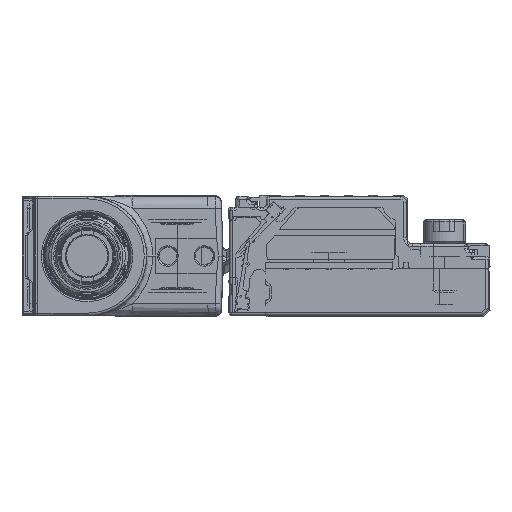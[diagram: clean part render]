
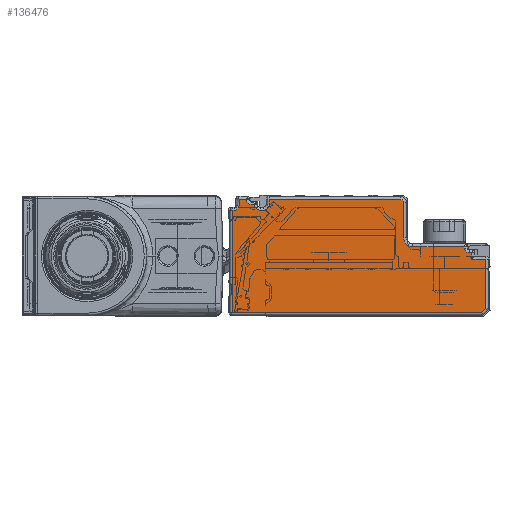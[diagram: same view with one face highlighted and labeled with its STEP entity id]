
A CAD part, left-side view. The second image highlights one B-rep face of the part: STEP entity #136476.
In plain terms, the highlighted planar face has unit normal (-1, 0, 0).
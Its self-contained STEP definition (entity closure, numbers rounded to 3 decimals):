
#136194=AXIS2_PLACEMENT_3D('Circle Axis2P3D',#136192,#136193,$) ;
#136333=AXIS2_PLACEMENT_3D('Plane Axis2P3D',#136330,#136331,#136332) ;
#136356=AXIS2_PLACEMENT_3D('Circle Axis2P3D',#136354,#136355,$) ;
#136370=AXIS2_PLACEMENT_3D('Circle Axis2P3D',#136368,#136369,$) ;
#136391=AXIS2_PLACEMENT_3D('Circle Axis2P3D',#136389,#136390,$) ;
#136405=AXIS2_PLACEMENT_3D('Circle Axis2P3D',#136403,#136404,$) ;
#136419=AXIS2_PLACEMENT_3D('Circle Axis2P3D',#136417,#136418,$) ;
#136440=AXIS2_PLACEMENT_3D('Circle Axis2P3D',#136438,#136439,$) ;
#133239=CARTESIAN_POINT('Vertex',(-1378.,42.3,-7.3)) ;
#133242=CARTESIAN_POINT('Line Origine',(-1378.,42.3,2.)) ;
#133246=CARTESIAN_POINT('Vertex',(-1378.,42.3,9.5)) ;
#133570=CARTESIAN_POINT('Vertex',(-1378.,1.407,-7.3)) ;
#133573=CARTESIAN_POINT('Line Origine',(-1378.,23.168,-7.3)) ;
#133610=CARTESIAN_POINT('Vertex',(-1378.,0.7,-6.593)) ;
#133613=CARTESIAN_POINT('Line Origine',(-1378.,-1.246,-4.646)) ;
#133650=CARTESIAN_POINT('Vertex',(-1378.,0.7,1.5)) ;
#133653=CARTESIAN_POINT('Line Origine',(-1378.,0.7,2.)) ;
#136109=CARTESIAN_POINT('Vertex',(-1378.,3.,2.5)) ;
#136165=CARTESIAN_POINT('Vertex',(-1378.,3.4,2.5)) ;
#136168=CARTESIAN_POINT('Line Origine',(-1378.,21.5,2.5)) ;
#136189=CARTESIAN_POINT('Vertex',(-1378.,4.2,3.3)) ;
#136192=CARTESIAN_POINT('Axis2P3D Location',(-1378.,3.4,3.3)) ;
#136315=CARTESIAN_POINT('Vertex',(-1378.,3.,1.5)) ;
#136318=CARTESIAN_POINT('Line Origine',(-1378.,21.5,1.5)) ;
#136330=CARTESIAN_POINT('Axis2P3D Location',(-1378.,0.2,-7.8)) ;
#136335=CARTESIAN_POINT('Line Origine',(-1378.,3.,2.)) ;
#136340=CARTESIAN_POINT('Line Origine',(-1378.,4.2,3.4)) ;
#136344=CARTESIAN_POINT('Vertex',(-1378.,4.2,3.5)) ;
#136347=CARTESIAN_POINT('Line Origine',(-1378.,8.45,3.5)) ;
#136351=CARTESIAN_POINT('Vertex',(-1378.,12.7,3.5)) ;
#136354=CARTESIAN_POINT('Axis2P3D Location',(-1378.,12.7,5.)) ;
#136358=CARTESIAN_POINT('Vertex',(-1378.,14.2,5.)) ;
#136361=CARTESIAN_POINT('Line Origine',(-1378.,14.2,7.9)) ;
#136365=CARTESIAN_POINT('Vertex',(-1378.,14.2,10.8)) ;
#136368=CARTESIAN_POINT('Axis2P3D Location',(-1378.,14.7,10.8)) ;
#136372=CARTESIAN_POINT('Vertex',(-1378.,14.7,11.3)) ;
#136375=CARTESIAN_POINT('Line Origine',(-1378.,25.5,11.3)) ;
#136379=CARTESIAN_POINT('Vertex',(-1378.,36.3,11.3)) ;
#136382=CARTESIAN_POINT('Line Origine',(-1378.,36.3,10.9)) ;
#136386=CARTESIAN_POINT('Vertex',(-1378.,36.3,10.5)) ;
#136389=CARTESIAN_POINT('Axis2P3D Location',(-1378.,37.3,10.5)) ;
#136393=CARTESIAN_POINT('Vertex',(-1378.,37.3,9.5)) ;
#136396=CARTESIAN_POINT('Line Origine',(-1378.,37.55,9.5)) ;
#136400=CARTESIAN_POINT('Vertex',(-1378.,37.8,9.5)) ;
#136403=CARTESIAN_POINT('Axis2P3D Location',(-1378.,37.8,10.5)) ;
#136407=CARTESIAN_POINT('Vertex',(-1378.,38.8,10.5)) ;
#136410=CARTESIAN_POINT('Line Origine',(-1378.,39.05,10.5)) ;
#136414=CARTESIAN_POINT('Vertex',(-1378.,39.3,10.5)) ;
#136417=CARTESIAN_POINT('Axis2P3D Location',(-1378.,39.3,11.3)) ;
#136421=CARTESIAN_POINT('Vertex',(-1378.,40.1,11.3)) ;
#136424=CARTESIAN_POINT('Line Origine',(-1378.,40.7,11.3)) ;
#136428=CARTESIAN_POINT('Vertex',(-1378.,41.3,11.3)) ;
#136431=CARTESIAN_POINT('Line Origine',(-1378.,41.3,10.8)) ;
#136435=CARTESIAN_POINT('Vertex',(-1378.,41.3,10.3)) ;
#136438=CARTESIAN_POINT('Axis2P3D Location',(-1378.,42.1,10.3)) ;
#136442=CARTESIAN_POINT('Vertex',(-1378.,42.1,9.5)) ;
#136445=CARTESIAN_POINT('Line Origine',(-1378.,42.2,9.5)) ;
#133243=DIRECTION('Vector Direction',(0.,0.,1.)) ;
#133574=DIRECTION('Vector Direction',(0.,1.,0.)) ;
#133614=DIRECTION('Vector Direction',(0.,0.707,-0.707)) ;
#133654=DIRECTION('Vector Direction',(0.,0.,-1.)) ;
#136169=DIRECTION('Vector Direction',(0.,-1.,0.)) ;
#136193=DIRECTION('Axis2P3D Direction',(1.,0.,0.)) ;
#136319=DIRECTION('Vector Direction',(0.,-1.,0.)) ;
#136331=DIRECTION('Axis2P3D Direction',(-1.,0.,0.)) ;
#136332=DIRECTION('Axis2P3D XDirection',(0.,0.,1.)) ;
#136336=DIRECTION('Vector Direction',(0.,0.,1.)) ;
#136341=DIRECTION('Vector Direction',(0.,0.,-1.)) ;
#136348=DIRECTION('Vector Direction',(0.,1.,0.)) ;
#136355=DIRECTION('Axis2P3D Direction',(-1.,0.,0.)) ;
#136362=DIRECTION('Vector Direction',(0.,0.,1.)) ;
#136369=DIRECTION('Axis2P3D Direction',(-1.,0.,0.)) ;
#136376=DIRECTION('Vector Direction',(0.,1.,0.)) ;
#136383=DIRECTION('Vector Direction',(0.,0.,-1.)) ;
#136390=DIRECTION('Axis2P3D Direction',(-1.,0.,0.)) ;
#136397=DIRECTION('Vector Direction',(0.,1.,0.)) ;
#136404=DIRECTION('Axis2P3D Direction',(-1.,0.,0.)) ;
#136411=DIRECTION('Vector Direction',(0.,-1.,0.)) ;
#136418=DIRECTION('Axis2P3D Direction',(-1.,0.,0.)) ;
#136425=DIRECTION('Vector Direction',(0.,1.,0.)) ;
#136432=DIRECTION('Vector Direction',(0.,0.,-1.)) ;
#136439=DIRECTION('Axis2P3D Direction',(-1.,0.,0.)) ;
#136446=DIRECTION('Vector Direction',(0.,1.,0.)) ;
#133244=VECTOR('Line Direction',#133243,1.) ;
#133575=VECTOR('Line Direction',#133574,1.) ;
#133615=VECTOR('Line Direction',#133614,1.) ;
#133655=VECTOR('Line Direction',#133654,1.) ;
#136170=VECTOR('Line Direction',#136169,1.) ;
#136320=VECTOR('Line Direction',#136319,1.) ;
#136337=VECTOR('Line Direction',#136336,1.) ;
#136342=VECTOR('Line Direction',#136341,1.) ;
#136349=VECTOR('Line Direction',#136348,1.) ;
#136363=VECTOR('Line Direction',#136362,1.) ;
#136377=VECTOR('Line Direction',#136376,1.) ;
#136384=VECTOR('Line Direction',#136383,1.) ;
#136398=VECTOR('Line Direction',#136397,1.) ;
#136412=VECTOR('Line Direction',#136411,1.) ;
#136426=VECTOR('Line Direction',#136425,1.) ;
#136433=VECTOR('Line Direction',#136432,1.) ;
#136447=VECTOR('Line Direction',#136446,1.) ;
#136451=ORIENTED_EDGE('',*,*,#136339,.T.) ;
#136452=ORIENTED_EDGE('',*,*,#136172,.T.) ;
#136453=ORIENTED_EDGE('',*,*,#136196,.T.) ;
#136454=ORIENTED_EDGE('',*,*,#136346,.T.) ;
#136455=ORIENTED_EDGE('',*,*,#136353,.T.) ;
#136456=ORIENTED_EDGE('',*,*,#136360,.T.) ;
#136457=ORIENTED_EDGE('',*,*,#136367,.T.) ;
#136458=ORIENTED_EDGE('',*,*,#136374,.T.) ;
#136459=ORIENTED_EDGE('',*,*,#136381,.T.) ;
#136460=ORIENTED_EDGE('',*,*,#136388,.T.) ;
#136461=ORIENTED_EDGE('',*,*,#136395,.T.) ;
#136462=ORIENTED_EDGE('',*,*,#136402,.T.) ;
#136463=ORIENTED_EDGE('',*,*,#136409,.T.) ;
#136464=ORIENTED_EDGE('',*,*,#136416,.T.) ;
#136465=ORIENTED_EDGE('',*,*,#136423,.T.) ;
#136466=ORIENTED_EDGE('',*,*,#136430,.T.) ;
#136467=ORIENTED_EDGE('',*,*,#136437,.T.) ;
#136468=ORIENTED_EDGE('',*,*,#136444,.T.) ;
#136469=ORIENTED_EDGE('',*,*,#136449,.T.) ;
#136470=ORIENTED_EDGE('',*,*,#133248,.T.) ;
#136471=ORIENTED_EDGE('',*,*,#133577,.T.) ;
#136472=ORIENTED_EDGE('',*,*,#133617,.T.) ;
#136473=ORIENTED_EDGE('',*,*,#133657,.T.) ;
#136474=ORIENTED_EDGE('',*,*,#136322,.T.) ;
#136476=ADVANCED_FACE('Brep With Voids',(#136475),#136334,.T.) ;
#136195=CIRCLE('generated circle',#136194,0.8) ;
#136357=CIRCLE('generated circle',#136356,1.5) ;
#136371=CIRCLE('generated circle',#136370,0.5) ;
#136392=CIRCLE('generated circle',#136391,1.) ;
#136406=CIRCLE('generated circle',#136405,1.) ;
#136420=CIRCLE('generated circle',#136419,0.8) ;
#136441=CIRCLE('generated circle',#136440,0.8) ;
#133248=EDGE_CURVE('',#133247,#133240,#133245,.F.) ;
#133577=EDGE_CURVE('',#133240,#133571,#133576,.F.) ;
#133617=EDGE_CURVE('',#133571,#133611,#133616,.F.) ;
#133657=EDGE_CURVE('',#133611,#133651,#133656,.F.) ;
#136172=EDGE_CURVE('',#136110,#136166,#136171,.F.) ;
#136196=EDGE_CURVE('',#136166,#136190,#136195,.T.) ;
#136322=EDGE_CURVE('',#133651,#136316,#136321,.F.) ;
#136339=EDGE_CURVE('',#136316,#136110,#136338,.T.) ;
#136346=EDGE_CURVE('',#136190,#136345,#136343,.F.) ;
#136353=EDGE_CURVE('',#136345,#136352,#136350,.T.) ;
#136360=EDGE_CURVE('',#136352,#136359,#136357,.F.) ;
#136367=EDGE_CURVE('',#136359,#136366,#136364,.T.) ;
#136374=EDGE_CURVE('',#136366,#136373,#136371,.T.) ;
#136381=EDGE_CURVE('',#136373,#136380,#136378,.T.) ;
#136388=EDGE_CURVE('',#136380,#136387,#136385,.T.) ;
#136395=EDGE_CURVE('',#136387,#136394,#136392,.F.) ;
#136402=EDGE_CURVE('',#136394,#136401,#136399,.T.) ;
#136409=EDGE_CURVE('',#136401,#136408,#136406,.F.) ;
#136416=EDGE_CURVE('',#136408,#136415,#136413,.F.) ;
#136423=EDGE_CURVE('',#136415,#136422,#136420,.F.) ;
#136430=EDGE_CURVE('',#136422,#136429,#136427,.T.) ;
#136437=EDGE_CURVE('',#136429,#136436,#136434,.T.) ;
#136444=EDGE_CURVE('',#136436,#136443,#136441,.F.) ;
#136449=EDGE_CURVE('',#136443,#133247,#136448,.T.) ;
#136450=EDGE_LOOP('',(#136451,#136452,#136453,#136454,#136455,#136456,#136457,#136458,#136459,#136460,#136461,#136462,#136463,#136464,#136465,#136466,#136467,#136468,#136469,#136470,#136471,#136472,#136473,#136474)) ;
#136475=FACE_OUTER_BOUND('',#136450,.T.) ;
#133245=LINE('Line',#133242,#133244) ;
#133576=LINE('Line',#133573,#133575) ;
#133616=LINE('Line',#133613,#133615) ;
#133656=LINE('Line',#133653,#133655) ;
#136171=LINE('Line',#136168,#136170) ;
#136321=LINE('Line',#136318,#136320) ;
#136338=LINE('Line',#136335,#136337) ;
#136343=LINE('Line',#136340,#136342) ;
#136350=LINE('Line',#136347,#136349) ;
#136364=LINE('Line',#136361,#136363) ;
#136378=LINE('Line',#136375,#136377) ;
#136385=LINE('Line',#136382,#136384) ;
#136399=LINE('Line',#136396,#136398) ;
#136413=LINE('Line',#136410,#136412) ;
#136427=LINE('Line',#136424,#136426) ;
#136434=LINE('Line',#136431,#136433) ;
#136448=LINE('Line',#136445,#136447) ;
#136334=PLANE('',#136333) ;
#133240=VERTEX_POINT('',#133239) ;
#133247=VERTEX_POINT('',#133246) ;
#133571=VERTEX_POINT('',#133570) ;
#133611=VERTEX_POINT('',#133610) ;
#133651=VERTEX_POINT('',#133650) ;
#136110=VERTEX_POINT('',#136109) ;
#136166=VERTEX_POINT('',#136165) ;
#136190=VERTEX_POINT('',#136189) ;
#136316=VERTEX_POINT('',#136315) ;
#136345=VERTEX_POINT('',#136344) ;
#136352=VERTEX_POINT('',#136351) ;
#136359=VERTEX_POINT('',#136358) ;
#136366=VERTEX_POINT('',#136365) ;
#136373=VERTEX_POINT('',#136372) ;
#136380=VERTEX_POINT('',#136379) ;
#136387=VERTEX_POINT('',#136386) ;
#136394=VERTEX_POINT('',#136393) ;
#136401=VERTEX_POINT('',#136400) ;
#136408=VERTEX_POINT('',#136407) ;
#136415=VERTEX_POINT('',#136414) ;
#136422=VERTEX_POINT('',#136421) ;
#136429=VERTEX_POINT('',#136428) ;
#136436=VERTEX_POINT('',#136435) ;
#136443=VERTEX_POINT('',#136442) ;
